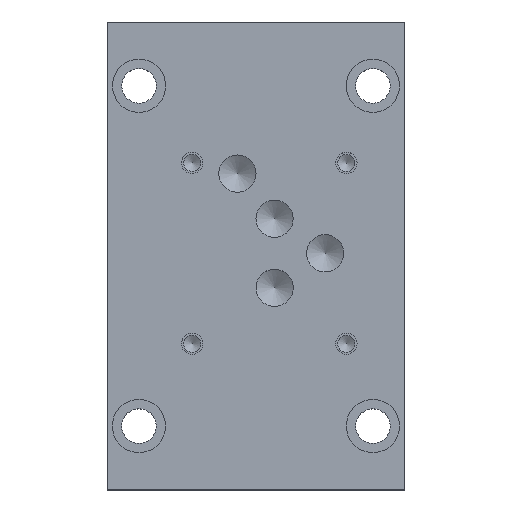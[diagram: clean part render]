
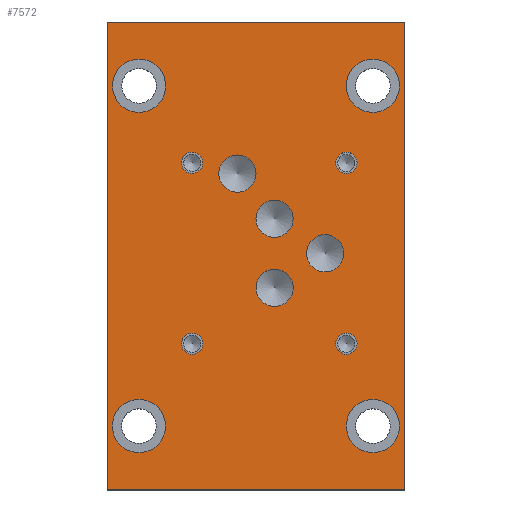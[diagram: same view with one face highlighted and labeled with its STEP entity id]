
A CAD part, top view. The second image highlights one B-rep face of the part: STEP entity #7572.
In plain terms, the highlighted planar face has unit normal (0, 0, 1).
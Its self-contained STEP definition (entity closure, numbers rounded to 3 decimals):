
#104=CIRCLE('',#7908,7.938);
#105=CIRCLE('',#7909,7.938);
#111=CIRCLE('',#7918,7.937);
#112=CIRCLE('',#7919,7.937);
#118=CIRCLE('',#7928,7.937);
#119=CIRCLE('',#7929,7.937);
#125=CIRCLE('',#7938,7.938);
#126=CIRCLE('',#7939,7.938);
#132=CIRCLE('',#7948,3.175);
#133=CIRCLE('',#7949,3.175);
#140=CIRCLE('',#7960,3.175);
#141=CIRCLE('',#7961,3.175);
#148=CIRCLE('',#7972,3.175);
#149=CIRCLE('',#7973,3.175);
#156=CIRCLE('',#7984,3.175);
#157=CIRCLE('',#7985,3.175);
#166=CIRCLE('',#7999,5.563);
#167=CIRCLE('',#8000,5.563);
#170=CIRCLE('',#8005,5.563);
#171=CIRCLE('',#8006,5.563);
#174=CIRCLE('',#8011,5.563);
#175=CIRCLE('',#8012,5.563);
#178=CIRCLE('',#8017,5.563);
#179=CIRCLE('',#8018,5.563);
#240=FACE_BOUND('',#1292,.T.);
#241=FACE_BOUND('',#1293,.T.);
#242=FACE_BOUND('',#1294,.T.);
#243=FACE_BOUND('',#1295,.T.);
#244=FACE_BOUND('',#1296,.T.);
#245=FACE_BOUND('',#1297,.T.);
#246=FACE_BOUND('',#1298,.T.);
#247=FACE_BOUND('',#1299,.T.);
#248=FACE_BOUND('',#1300,.T.);
#249=FACE_BOUND('',#1301,.T.);
#250=FACE_BOUND('',#1302,.T.);
#251=FACE_BOUND('',#1303,.T.);
#867=FACE_OUTER_BOUND('',#1291,.T.);
#1291=EDGE_LOOP('',(#6587,#6588,#6589,#6590));
#1292=EDGE_LOOP('',(#6591,#6592));
#1293=EDGE_LOOP('',(#6593,#6594));
#1294=EDGE_LOOP('',(#6595,#6596));
#1295=EDGE_LOOP('',(#6597,#6598));
#1296=EDGE_LOOP('',(#6599,#6600));
#1297=EDGE_LOOP('',(#6601,#6602));
#1298=EDGE_LOOP('',(#6603,#6604));
#1299=EDGE_LOOP('',(#6605,#6606));
#1300=EDGE_LOOP('',(#6607,#6608));
#1301=EDGE_LOOP('',(#6609,#6610));
#1302=EDGE_LOOP('',(#6611,#6612));
#1303=EDGE_LOOP('',(#6613,#6614));
#1632=LINE('',#11436,#2384);
#2063=LINE('',#12748,#2815);
#2066=LINE('',#12752,#2818);
#2068=LINE('',#12756,#2820);
#2384=VECTOR('',#8528,10.);
#2815=VECTOR('',#9637,10.);
#2818=VECTOR('',#9642,10.);
#2820=VECTOR('',#9648,10.);
#3121=VERTEX_POINT('',#11433);
#3122=VERTEX_POINT('',#11435);
#3449=VERTEX_POINT('',#12518);
#3450=VERTEX_POINT('',#12519);
#3456=VERTEX_POINT('',#12537);
#3457=VERTEX_POINT('',#12538);
#3463=VERTEX_POINT('',#12556);
#3464=VERTEX_POINT('',#12557);
#3470=VERTEX_POINT('',#12575);
#3471=VERTEX_POINT('',#12576);
#3477=VERTEX_POINT('',#12594);
#3478=VERTEX_POINT('',#12595);
#3486=VERTEX_POINT('',#12618);
#3487=VERTEX_POINT('',#12619);
#3495=VERTEX_POINT('',#12642);
#3496=VERTEX_POINT('',#12643);
#3504=VERTEX_POINT('',#12666);
#3505=VERTEX_POINT('',#12667);
#3516=VERTEX_POINT('',#12697);
#3517=VERTEX_POINT('',#12698);
#3521=VERTEX_POINT('',#12710);
#3522=VERTEX_POINT('',#12711);
#3526=VERTEX_POINT('',#12723);
#3527=VERTEX_POINT('',#12724);
#3531=VERTEX_POINT('',#12736);
#3532=VERTEX_POINT('',#12737);
#3535=VERTEX_POINT('',#12745);
#3536=VERTEX_POINT('',#12747);
#3986=EDGE_CURVE('',#3122,#3121,#1632,.T.);
#4459=EDGE_CURVE('',#3449,#3450,#104,.T.);
#4460=EDGE_CURVE('',#3450,#3449,#105,.T.);
#4468=EDGE_CURVE('',#3456,#3457,#111,.T.);
#4469=EDGE_CURVE('',#3457,#3456,#112,.T.);
#4477=EDGE_CURVE('',#3463,#3464,#118,.T.);
#4478=EDGE_CURVE('',#3464,#3463,#119,.T.);
#4486=EDGE_CURVE('',#3470,#3471,#125,.T.);
#4487=EDGE_CURVE('',#3471,#3470,#126,.T.);
#4495=EDGE_CURVE('',#3477,#3478,#132,.T.);
#4496=EDGE_CURVE('',#3478,#3477,#133,.T.);
#4506=EDGE_CURVE('',#3486,#3487,#140,.T.);
#4507=EDGE_CURVE('',#3487,#3486,#141,.T.);
#4517=EDGE_CURVE('',#3495,#3496,#148,.T.);
#4518=EDGE_CURVE('',#3496,#3495,#149,.T.);
#4528=EDGE_CURVE('',#3504,#3505,#156,.T.);
#4529=EDGE_CURVE('',#3505,#3504,#157,.T.);
#4542=EDGE_CURVE('',#3516,#3517,#166,.T.);
#4543=EDGE_CURVE('',#3517,#3516,#167,.T.);
#4548=EDGE_CURVE('',#3521,#3522,#170,.T.);
#4549=EDGE_CURVE('',#3522,#3521,#171,.T.);
#4554=EDGE_CURVE('',#3526,#3527,#174,.T.);
#4555=EDGE_CURVE('',#3527,#3526,#175,.T.);
#4560=EDGE_CURVE('',#3531,#3532,#178,.T.);
#4561=EDGE_CURVE('',#3532,#3531,#179,.T.);
#4565=EDGE_CURVE('',#3536,#3535,#2063,.T.);
#4568=EDGE_CURVE('',#3121,#3536,#2066,.T.);
#4570=EDGE_CURVE('',#3535,#3122,#2068,.T.);
#6587=ORIENTED_EDGE('',*,*,#4570,.T.);
#6588=ORIENTED_EDGE('',*,*,#3986,.T.);
#6589=ORIENTED_EDGE('',*,*,#4568,.T.);
#6590=ORIENTED_EDGE('',*,*,#4565,.T.);
#6591=ORIENTED_EDGE('',*,*,#4459,.T.);
#6592=ORIENTED_EDGE('',*,*,#4460,.T.);
#6593=ORIENTED_EDGE('',*,*,#4468,.T.);
#6594=ORIENTED_EDGE('',*,*,#4469,.T.);
#6595=ORIENTED_EDGE('',*,*,#4477,.T.);
#6596=ORIENTED_EDGE('',*,*,#4478,.T.);
#6597=ORIENTED_EDGE('',*,*,#4486,.T.);
#6598=ORIENTED_EDGE('',*,*,#4487,.T.);
#6599=ORIENTED_EDGE('',*,*,#4495,.T.);
#6600=ORIENTED_EDGE('',*,*,#4496,.T.);
#6601=ORIENTED_EDGE('',*,*,#4506,.T.);
#6602=ORIENTED_EDGE('',*,*,#4507,.T.);
#6603=ORIENTED_EDGE('',*,*,#4517,.T.);
#6604=ORIENTED_EDGE('',*,*,#4518,.T.);
#6605=ORIENTED_EDGE('',*,*,#4528,.T.);
#6606=ORIENTED_EDGE('',*,*,#4529,.T.);
#6607=ORIENTED_EDGE('',*,*,#4542,.T.);
#6608=ORIENTED_EDGE('',*,*,#4543,.T.);
#6609=ORIENTED_EDGE('',*,*,#4548,.T.);
#6610=ORIENTED_EDGE('',*,*,#4549,.T.);
#6611=ORIENTED_EDGE('',*,*,#4554,.T.);
#6612=ORIENTED_EDGE('',*,*,#4555,.T.);
#6613=ORIENTED_EDGE('',*,*,#4560,.T.);
#6614=ORIENTED_EDGE('',*,*,#4561,.T.);
#6892=PLANE('',#8023);
#7572=ADVANCED_FACE('',(#867,#240,#241,#242,#243,#244,#245,#246,#247,#248,
#249,#250,#251),#6892,.T.);
#7908=AXIS2_PLACEMENT_3D('',#12520,#9383,#9384);
#7909=AXIS2_PLACEMENT_3D('',#12521,#9385,#9386);
#7918=AXIS2_PLACEMENT_3D('',#12539,#9405,#9406);
#7919=AXIS2_PLACEMENT_3D('',#12540,#9407,#9408);
#7928=AXIS2_PLACEMENT_3D('',#12558,#9427,#9428);
#7929=AXIS2_PLACEMENT_3D('',#12559,#9429,#9430);
#7938=AXIS2_PLACEMENT_3D('',#12577,#9449,#9450);
#7939=AXIS2_PLACEMENT_3D('',#12578,#9451,#9452);
#7948=AXIS2_PLACEMENT_3D('',#12596,#9471,#9472);
#7949=AXIS2_PLACEMENT_3D('',#12597,#9473,#9474);
#7960=AXIS2_PLACEMENT_3D('',#12620,#9498,#9499);
#7961=AXIS2_PLACEMENT_3D('',#12621,#9500,#9501);
#7972=AXIS2_PLACEMENT_3D('',#12644,#9525,#9526);
#7973=AXIS2_PLACEMENT_3D('',#12645,#9527,#9528);
#7984=AXIS2_PLACEMENT_3D('',#12668,#9552,#9553);
#7985=AXIS2_PLACEMENT_3D('',#12669,#9554,#9555);
#7999=AXIS2_PLACEMENT_3D('',#12699,#9586,#9587);
#8000=AXIS2_PLACEMENT_3D('',#12700,#9588,#9589);
#8005=AXIS2_PLACEMENT_3D('',#12712,#9600,#9601);
#8006=AXIS2_PLACEMENT_3D('',#12713,#9602,#9603);
#8011=AXIS2_PLACEMENT_3D('',#12725,#9614,#9615);
#8012=AXIS2_PLACEMENT_3D('',#12726,#9616,#9617);
#8017=AXIS2_PLACEMENT_3D('',#12738,#9628,#9629);
#8018=AXIS2_PLACEMENT_3D('',#12739,#9630,#9631);
#8023=AXIS2_PLACEMENT_3D('',#12757,#9649,#9650);
#8528=DIRECTION('',(0.,1.,0.));
#9383=DIRECTION('center_axis',(0.,0.,-1.));
#9384=DIRECTION('ref_axis',(1.,0.,0.));
#9385=DIRECTION('center_axis',(0.,0.,-1.));
#9386=DIRECTION('ref_axis',(1.,0.,0.));
#9405=DIRECTION('center_axis',(0.,0.,-1.));
#9406=DIRECTION('ref_axis',(1.,0.,0.));
#9407=DIRECTION('center_axis',(0.,0.,-1.));
#9408=DIRECTION('ref_axis',(1.,0.,0.));
#9427=DIRECTION('center_axis',(0.,0.,-1.));
#9428=DIRECTION('ref_axis',(1.,0.,0.));
#9429=DIRECTION('center_axis',(0.,0.,-1.));
#9430=DIRECTION('ref_axis',(1.,0.,0.));
#9449=DIRECTION('center_axis',(0.,0.,-1.));
#9450=DIRECTION('ref_axis',(1.,0.,0.));
#9451=DIRECTION('center_axis',(0.,0.,-1.));
#9452=DIRECTION('ref_axis',(1.,0.,0.));
#9471=DIRECTION('center_axis',(0.,0.,-1.));
#9472=DIRECTION('ref_axis',(1.,0.,0.));
#9473=DIRECTION('center_axis',(0.,0.,-1.));
#9474=DIRECTION('ref_axis',(1.,0.,0.));
#9498=DIRECTION('center_axis',(0.,0.,-1.));
#9499=DIRECTION('ref_axis',(1.,0.,0.));
#9500=DIRECTION('center_axis',(0.,0.,-1.));
#9501=DIRECTION('ref_axis',(1.,0.,0.));
#9525=DIRECTION('center_axis',(0.,0.,-1.));
#9526=DIRECTION('ref_axis',(1.,0.,0.));
#9527=DIRECTION('center_axis',(0.,0.,-1.));
#9528=DIRECTION('ref_axis',(1.,0.,0.));
#9552=DIRECTION('center_axis',(0.,0.,-1.));
#9553=DIRECTION('ref_axis',(1.,0.,0.));
#9554=DIRECTION('center_axis',(0.,0.,-1.));
#9555=DIRECTION('ref_axis',(1.,0.,0.));
#9586=DIRECTION('center_axis',(0.,0.,-1.));
#9587=DIRECTION('ref_axis',(1.,0.,0.));
#9588=DIRECTION('center_axis',(0.,0.,-1.));
#9589=DIRECTION('ref_axis',(1.,0.,0.));
#9600=DIRECTION('center_axis',(0.,0.,-1.));
#9601=DIRECTION('ref_axis',(1.,0.,0.));
#9602=DIRECTION('center_axis',(0.,0.,-1.));
#9603=DIRECTION('ref_axis',(1.,0.,0.));
#9614=DIRECTION('center_axis',(0.,0.,-1.));
#9615=DIRECTION('ref_axis',(1.,0.,0.));
#9616=DIRECTION('center_axis',(0.,0.,-1.));
#9617=DIRECTION('ref_axis',(1.,0.,0.));
#9628=DIRECTION('center_axis',(0.,0.,-1.));
#9629=DIRECTION('ref_axis',(1.,0.,0.));
#9630=DIRECTION('center_axis',(0.,0.,-1.));
#9631=DIRECTION('ref_axis',(1.,0.,0.));
#9637=DIRECTION('',(0.,-1.,0.));
#9642=DIRECTION('',(-1.,0.,0.));
#9648=DIRECTION('',(1.,0.,0.));
#9649=DIRECTION('center_axis',(0.,0.,1.));
#9650=DIRECTION('ref_axis',(1.,0.,0.));
#11433=CARTESIAN_POINT('',(88.9,139.7,31.75));
#11435=CARTESIAN_POINT('',(88.9,0.,31.75));
#11436=CARTESIAN_POINT('',(88.9,0.,31.75));
#12518=CARTESIAN_POINT('',(17.463,120.65,31.75));
#12519=CARTESIAN_POINT('',(1.588,120.65,31.75));
#12520=CARTESIAN_POINT('Origin',(9.525,120.65,31.75));
#12521=CARTESIAN_POINT('Origin',(9.525,120.65,31.75));
#12537=CARTESIAN_POINT('',(87.287,120.65,31.75));
#12538=CARTESIAN_POINT('',(71.412,120.65,31.75));
#12539=CARTESIAN_POINT('Origin',(79.35,120.65,31.75));
#12540=CARTESIAN_POINT('Origin',(79.35,120.65,31.75));
#12556=CARTESIAN_POINT('',(87.313,19.05,31.75));
#12557=CARTESIAN_POINT('',(71.438,19.05,31.75));
#12558=CARTESIAN_POINT('Origin',(79.375,19.05,31.75));
#12559=CARTESIAN_POINT('Origin',(79.375,19.05,31.75));
#12575=CARTESIAN_POINT('',(17.437,19.05,31.75));
#12576=CARTESIAN_POINT('',(1.562,19.05,31.75));
#12577=CARTESIAN_POINT('Origin',(9.5,19.05,31.75));
#12578=CARTESIAN_POINT('Origin',(9.5,19.05,31.75));
#12594=CARTESIAN_POINT('',(28.55,97.638,31.75));
#12595=CARTESIAN_POINT('',(22.2,97.638,31.75));
#12596=CARTESIAN_POINT('Origin',(25.375,97.638,31.75));
#12597=CARTESIAN_POINT('Origin',(25.375,97.638,31.75));
#12618=CARTESIAN_POINT('',(74.625,97.612,31.75));
#12619=CARTESIAN_POINT('',(68.275,97.612,31.75));
#12620=CARTESIAN_POINT('Origin',(71.45,97.612,31.75));
#12621=CARTESIAN_POINT('Origin',(71.45,97.612,31.75));
#12642=CARTESIAN_POINT('',(74.625,43.637,31.75));
#12643=CARTESIAN_POINT('',(68.275,43.637,31.75));
#12644=CARTESIAN_POINT('Origin',(71.45,43.637,31.75));
#12645=CARTESIAN_POINT('Origin',(71.45,43.637,31.75));
#12666=CARTESIAN_POINT('',(28.575,43.637,31.75));
#12667=CARTESIAN_POINT('',(22.225,43.637,31.75));
#12668=CARTESIAN_POINT('Origin',(25.4,43.637,31.75));
#12669=CARTESIAN_POINT('Origin',(25.4,43.637,31.75));
#12697=CARTESIAN_POINT('',(55.55,80.95,31.75));
#12698=CARTESIAN_POINT('',(44.425,80.95,31.75));
#12699=CARTESIAN_POINT('Origin',(49.987,80.95,31.75));
#12700=CARTESIAN_POINT('Origin',(49.987,80.95,31.75));
#12710=CARTESIAN_POINT('',(70.663,70.637,31.75));
#12711=CARTESIAN_POINT('',(59.538,70.637,31.75));
#12712=CARTESIAN_POINT('Origin',(65.1,70.637,31.75));
#12713=CARTESIAN_POINT('Origin',(65.1,70.637,31.75));
#12723=CARTESIAN_POINT('',(44.45,94.437,31.75));
#12724=CARTESIAN_POINT('',(33.325,94.437,31.75));
#12725=CARTESIAN_POINT('Origin',(38.887,94.437,31.75));
#12726=CARTESIAN_POINT('Origin',(38.887,94.437,31.75));
#12736=CARTESIAN_POINT('',(55.575,60.325,31.75));
#12737=CARTESIAN_POINT('',(44.45,60.325,31.75));
#12738=CARTESIAN_POINT('Origin',(50.013,60.325,31.75));
#12739=CARTESIAN_POINT('Origin',(50.013,60.325,31.75));
#12745=CARTESIAN_POINT('',(0.,0.,31.75));
#12747=CARTESIAN_POINT('',(0.,139.7,31.75));
#12748=CARTESIAN_POINT('',(0.,139.7,31.75));
#12752=CARTESIAN_POINT('',(88.9,139.7,31.75));
#12756=CARTESIAN_POINT('',(0.,0.,31.75));
#12757=CARTESIAN_POINT('Origin',(44.45,69.85,31.75));
